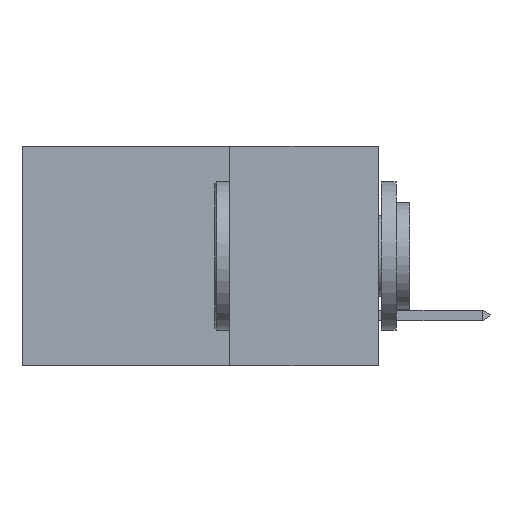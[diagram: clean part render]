
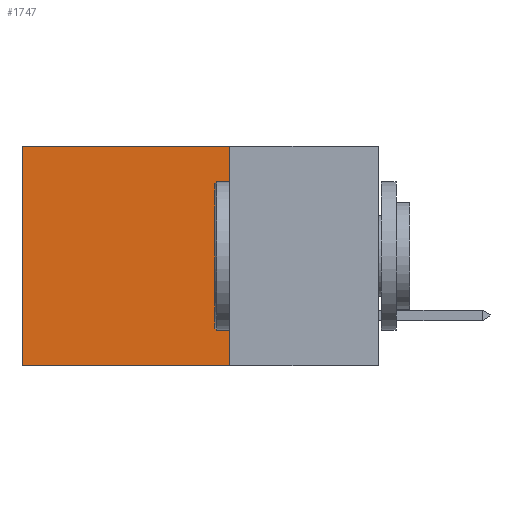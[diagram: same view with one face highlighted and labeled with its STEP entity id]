
A CAD part, left-side view. The second image highlights one B-rep face of the part: STEP entity #1747.
In plain terms, the highlighted planar face has unit normal (-1, 0, 0).
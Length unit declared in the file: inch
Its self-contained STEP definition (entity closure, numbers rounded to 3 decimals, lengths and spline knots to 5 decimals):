
#2 = PLANE ( 'NONE',  #10320 ) ;
#4 = VECTOR ( 'NONE', #1140, 39.37008 ) ;
#82 = ORIENTED_EDGE ( 'NONE', *, *, #9962, .T. ) ;
#233 = ORIENTED_EDGE ( 'NONE', *, *, #4750, .F. ) ;
#236 = CARTESIAN_POINT ( 'NONE',  ( 0.2615, 0.25, -0.37 ) ) ;
#264 = VERTEX_POINT ( 'NONE', #236 ) ;
#577 = VERTEX_POINT ( 'NONE', #6333 ) ;
#660 = CARTESIAN_POINT ( 'NONE',  ( 0.2615, 0.25, 0. ) ) ;
#799 = DIRECTION ( 'NONE',  ( 0., 0., -1. ) ) ;
#949 = ORIENTED_EDGE ( 'NONE', *, *, #2697, .T. ) ;
#1140 = DIRECTION ( 'NONE',  ( 0., 1., 0. ) ) ;
#1241 = VERTEX_POINT ( 'NONE', #660 ) ;
#1747 = ADVANCED_FACE ( 'NONE', ( #2344 ), #2, .F. ) ;
#2336 = LINE ( 'NONE', #9713, #7648 ) ;
#2344 = FACE_OUTER_BOUND ( 'NONE', #2938, .T. ) ;
#2697 = EDGE_CURVE ( 'NONE', #6017, #577, #5837, .T. ) ;
#2938 = EDGE_LOOP ( 'NONE', ( #949, #233, #5804, #82 ) ) ;
#3387 = EDGE_CURVE ( 'NONE', #1241, #264, #8156, .T. ) ;
#4098 = CARTESIAN_POINT ( 'NONE',  ( 0.2615, 0.25, -0.37 ) ) ;
#4154 = DIRECTION ( 'NONE',  ( 0., 1., 0. ) ) ;
#4593 = CARTESIAN_POINT ( 'NONE',  ( 0.2615, 0.6, 0. ) ) ;
#4750 = EDGE_CURVE ( 'NONE', #264, #577, #2336, .T. ) ;
#4876 = VECTOR ( 'NONE', #9953, 39.37008 ) ;
#4906 = DIRECTION ( 'NONE',  ( 1., 0., 0. ) ) ;
#5549 = DIRECTION ( 'NONE',  ( 0., 0., -1. ) ) ;
#5804 = ORIENTED_EDGE ( 'NONE', *, *, #3387, .F. ) ;
#5837 = LINE ( 'NONE', #5934, #4876 ) ;
#5934 = CARTESIAN_POINT ( 'NONE',  ( 0.2615, 0.6, -0.37 ) ) ;
#6017 = VERTEX_POINT ( 'NONE', #4593 ) ;
#6100 = CARTESIAN_POINT ( 'NONE',  ( 0.2615, 0.25, 0. ) ) ;
#6333 = CARTESIAN_POINT ( 'NONE',  ( 0.2615, 0.6, -0.37 ) ) ;
#6446 = VECTOR ( 'NONE', #799, 39.37008 ) ;
#7648 = VECTOR ( 'NONE', #4154, 39.37008 ) ;
#7958 = CARTESIAN_POINT ( 'NONE',  ( 0.2615, 0.25, -0.37 ) ) ;
#8156 = LINE ( 'NONE', #4098, #6446 ) ;
#8435 = LINE ( 'NONE', #6100, #4 ) ;
#9713 = CARTESIAN_POINT ( 'NONE',  ( 0.2615, 0.25, -0.37 ) ) ;
#9953 = DIRECTION ( 'NONE',  ( 0., 0., -1. ) ) ;
#9962 = EDGE_CURVE ( 'NONE', #1241, #6017, #8435, .T. ) ;
#10320 = AXIS2_PLACEMENT_3D ( 'NONE', #7958, #4906, #5549 ) ;
